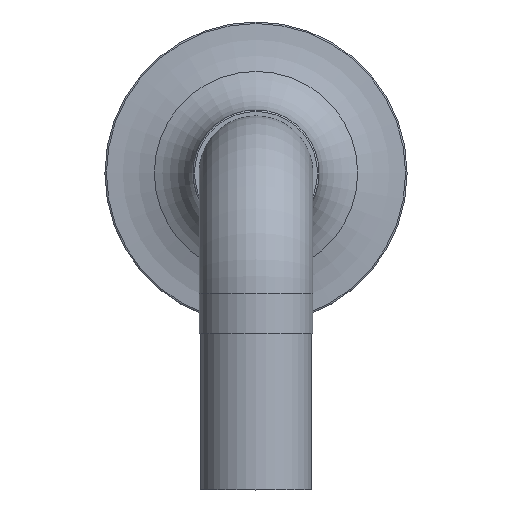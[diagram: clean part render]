
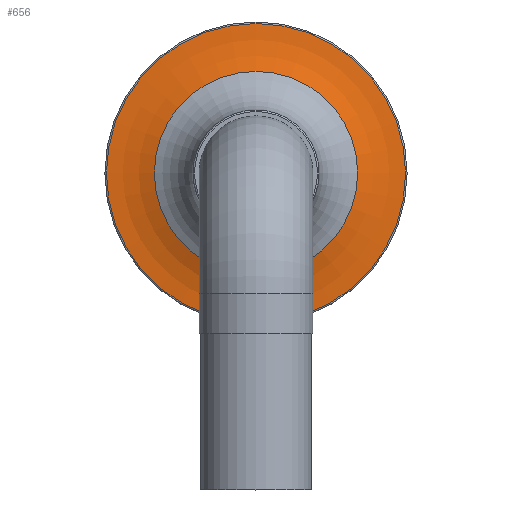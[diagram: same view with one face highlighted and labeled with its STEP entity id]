
A CAD part, top view. The second image highlights one B-rep face of the part: STEP entity #656.
In plain terms, the highlighted toroidal (fillet/blend) face has major radius 30 mm and minor radius 25.5 mm.
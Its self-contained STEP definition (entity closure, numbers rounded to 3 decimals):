
#3 = FACE_OUTER_BOUND ( 'NONE', #136, .T. ) ;
#4 = CARTESIAN_POINT ( 'NONE',  ( 0., 5.962, 20.192 ) ) ;
#17 = CIRCLE ( 'NONE', #265, 29.703 ) ;
#34 = DIRECTION ( 'NONE',  ( 0., 1., 0. ) ) ;
#65 = ORIENTED_EDGE ( 'NONE', *, *, #232, .T. ) ;
#85 = DIRECTION ( 'NONE',  ( 0., 1., 0. ) ) ;
#116 = TOROIDAL_SURFACE ( 'NONE', #344, 30., 25.5 ) ;
#130 = AXIS2_PLACEMENT_3D ( 'NONE', #473, #85, #520 ) ;
#136 = EDGE_LOOP ( 'NONE', ( #154 ) ) ;
#154 = ORIENTED_EDGE ( 'NONE', *, *, #535, .F. ) ;
#203 = DIRECTION ( 'NONE',  ( 0., 1., 0. ) ) ;
#232 = EDGE_CURVE ( 'NONE', #450, #450, #17, .T. ) ;
#265 = AXIS2_PLACEMENT_3D ( 'NONE', #622, #203, #317 ) ;
#289 = CIRCLE ( 'NONE', #130, 20.192 ) ;
#317 = DIRECTION ( 'NONE',  ( 0., 0., 1. ) ) ;
#344 = AXIS2_PLACEMENT_3D ( 'NONE', #693, #34, #428 ) ;
#369 = CARTESIAN_POINT ( 'NONE',  ( 0., 4.002, 29.703 ) ) ;
#399 = FACE_OUTER_BOUND ( 'NONE', #649, .T. ) ;
#428 = DIRECTION ( 'NONE',  ( 0., 0., 1. ) ) ;
#450 = VERTEX_POINT ( 'NONE', #369 ) ;
#473 = CARTESIAN_POINT ( 'NONE',  ( 0., 5.962, 0. ) ) ;
#520 = DIRECTION ( 'NONE',  ( 0., 0., 1. ) ) ;
#535 = EDGE_CURVE ( 'NONE', #604, #604, #289, .T. ) ;
#604 = VERTEX_POINT ( 'NONE', #4 ) ;
#622 = CARTESIAN_POINT ( 'NONE',  ( 0., 4.002, 0. ) ) ;
#649 = EDGE_LOOP ( 'NONE', ( #65 ) ) ;
#656 = ADVANCED_FACE ( 'NONE', ( #3, #399 ), #116, .F. ) ;
#693 = CARTESIAN_POINT ( 'NONE',  ( 0., 29.5, 0. ) ) ;
